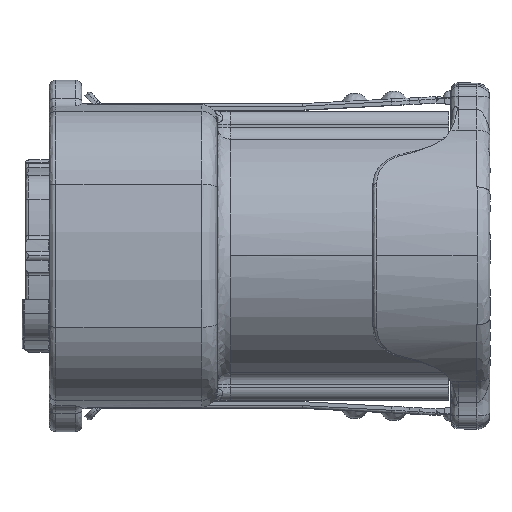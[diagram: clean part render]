
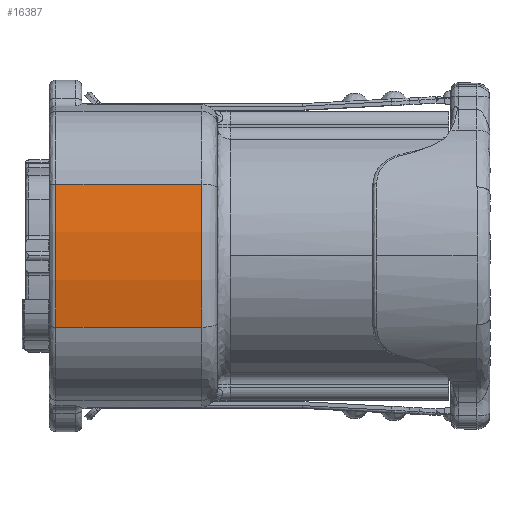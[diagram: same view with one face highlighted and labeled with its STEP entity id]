
A CAD part, top view. The second image highlights one B-rep face of the part: STEP entity #16387.
In plain terms, the highlighted cylindrical face has radius 24.5 mm (diameter 49 mm), a partial arc.
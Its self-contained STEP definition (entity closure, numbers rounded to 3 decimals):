
#87 = ORIENTED_EDGE ( 'NONE', *, *, #20697, .F. ) ;
#362 = CARTESIAN_POINT ( 'NONE',  ( -1.5, 7.31, 12.477 ) ) ;
#1939 = ORIENTED_EDGE ( 'NONE', *, *, #6363, .T. ) ;
#3364 = DIRECTION ( 'NONE',  ( 0., 0., -1. ) ) ;
#4393 = VECTOR ( 'NONE', #22428, 1000. ) ;
#5025 = CARTESIAN_POINT ( 'NONE',  ( -12.4, -3.67, 12.477 ) ) ;
#5065 = AXIS2_PLACEMENT_3D ( 'NONE', #19058, #16348, #13289 ) ;
#5407 = CARTESIAN_POINT ( 'NONE',  ( -1.2, 7.31, 12.477 ) ) ;
#6363 = EDGE_CURVE ( 'NONE', #15087, #21619, #19165, .T. ) ;
#6532 = DIRECTION ( 'NONE',  ( 1., 0., 0. ) ) ;
#11577 = VERTEX_POINT ( 'NONE', #13853 ) ;
#11610 = LINE ( 'NONE', #362, #4393 ) ;
#13289 = DIRECTION ( 'NONE',  ( 0., 0., -1. ) ) ;
#13638 = EDGE_CURVE ( 'NONE', #15087, #33892, #11610, .T. ) ;
#13816 = ORIENTED_EDGE ( 'NONE', *, *, #13638, .F. ) ;
#13853 = CARTESIAN_POINT ( 'NONE',  ( -1.2, -3.67, 12.477 ) ) ;
#15087 = VERTEX_POINT ( 'NONE', #32622 ) ;
#16348 = DIRECTION ( 'NONE',  ( 1., 0., 0. ) ) ;
#16387 = ADVANCED_FACE ( 'NONE', ( #26740 ), #22484, .T. ) ;
#17009 = DIRECTION ( 'NONE',  ( 1., 0., 0. ) ) ;
#17351 = CARTESIAN_POINT ( 'NONE',  ( -12.4, 1.82, -11.4 ) ) ;
#19058 = CARTESIAN_POINT ( 'NONE',  ( -1.2, 1.82, -11.4 ) ) ;
#19165 = CIRCLE ( 'NONE', #25340, 24.5 ) ;
#20010 = LINE ( 'NONE', #33513, #31494 ) ;
#20697 = EDGE_CURVE ( 'NONE', #33892, #11577, #27030, .T. ) ;
#21619 = VERTEX_POINT ( 'NONE', #5025 ) ;
#22347 = CARTESIAN_POINT ( 'NONE',  ( -1.5, 1.82, -11.4 ) ) ;
#22428 = DIRECTION ( 'NONE',  ( 1., 0., 0. ) ) ;
#22484 = CYLINDRICAL_SURFACE ( 'NONE', #32724, 24.5 ) ;
#25281 = EDGE_CURVE ( 'NONE', #11577, #21619, #20010, .T. ) ;
#25340 = AXIS2_PLACEMENT_3D ( 'NONE', #17351, #6532, #25619 ) ;
#25619 = DIRECTION ( 'NONE',  ( 0., 0., -1. ) ) ;
#25671 = DIRECTION ( 'NONE',  ( -1., 0., 0. ) ) ;
#26740 = FACE_OUTER_BOUND ( 'NONE', #28147, .T. ) ;
#27030 = CIRCLE ( 'NONE', #5065, 24.5 ) ;
#27801 = ORIENTED_EDGE ( 'NONE', *, *, #25281, .F. ) ;
#28147 = EDGE_LOOP ( 'NONE', ( #27801, #87, #13816, #1939 ) ) ;
#31494 = VECTOR ( 'NONE', #25671, 1000. ) ;
#32622 = CARTESIAN_POINT ( 'NONE',  ( -12.4, 7.31, 12.477 ) ) ;
#32724 = AXIS2_PLACEMENT_3D ( 'NONE', #22347, #17009, #3364 ) ;
#33513 = CARTESIAN_POINT ( 'NONE',  ( -1.5, -3.67, 12.477 ) ) ;
#33892 = VERTEX_POINT ( 'NONE', #5407 ) ;
